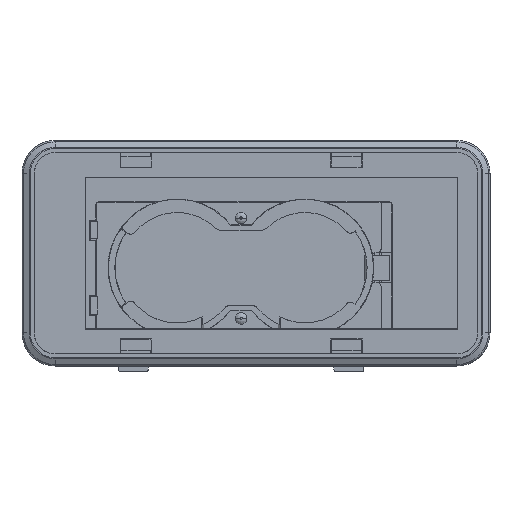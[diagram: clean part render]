
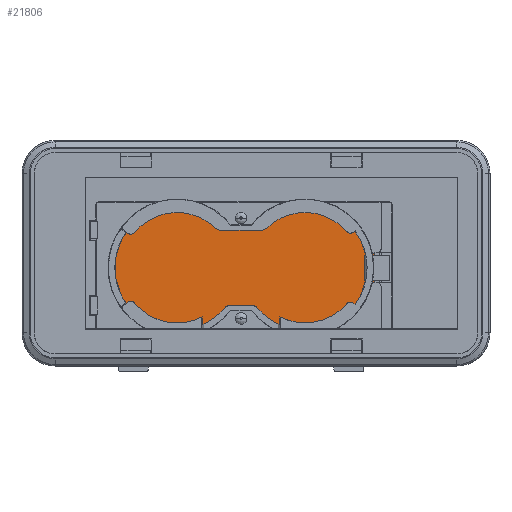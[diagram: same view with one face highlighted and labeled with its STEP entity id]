
A CAD part, front view. The second image highlights one B-rep face of the part: STEP entity #21806.
In plain terms, the highlighted planar face has unit normal (0, -1, 0).
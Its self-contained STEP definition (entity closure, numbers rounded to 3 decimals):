
#20574=DIRECTION('',(-1.,0.,0.));
#20575=VECTOR('',#20574,25.929);
#20576=CARTESIAN_POINT('',(12.965,0.,28.723));
#20577=LINE('',#20576,#20575);
#20604=DIRECTION('',(0.,0.,-1.));
#20605=VECTOR('',#20604,55.414);
#20606=CARTESIAN_POINT('',(12.965,0.,28.723));
#20607=LINE('',#20606,#20605);
#20608=CARTESIAN_POINT('',(11.96,0.,-26.691));
#20609=DIRECTION('',(0.,1.,0.));
#20610=DIRECTION('',(1.,0.,0.));
#20611=AXIS2_PLACEMENT_3D('',#20608,#20609,#20610);
#20613=DIRECTION('',(-1.,0.,0.));
#20614=VECTOR('',#20613,9.447);
#20615=CARTESIAN_POINT('',(11.96,0.,-27.696));
#20616=LINE('',#20615,#20614);
#20617=DIRECTION('',(0.,0.,-1.));
#20618=VECTOR('',#20617,2.01);
#20619=CARTESIAN_POINT('',(-2.513,0.,-25.686));
#20620=LINE('',#20619,#20618);
#20621=DIRECTION('',(-1.,0.,0.));
#20622=VECTOR('',#20621,9.447);
#20623=CARTESIAN_POINT('',(-2.513,0.,-27.696));
#20624=LINE('',#20623,#20622);
#20625=CARTESIAN_POINT('',(-11.96,0.,-26.691));
#20626=DIRECTION('',(0.,1.,0.));
#20627=DIRECTION('',(0.,0.,-1.));
#20628=AXIS2_PLACEMENT_3D('',#20625,#20626,#20627);
#20630=DIRECTION('',(0.,0.,1.));
#20631=VECTOR('',#20630,55.414);
#20632=CARTESIAN_POINT('',(-12.965,0.,-26.691));
#20633=LINE('',#20632,#20631);
#21383=DIRECTION('',(0.,0.,-1.));
#21384=VECTOR('',#21383,2.01);
#21385=CARTESIAN_POINT('',(2.513,0.,-25.686));
#21386=LINE('',#21385,#21384);
#21407=DIRECTION('',(1.,0.,0.));
#21408=VECTOR('',#21407,5.025);
#21409=CARTESIAN_POINT('',(-2.513,0.,-25.686));
#21410=LINE('',#21409,#21408);
#21427=CARTESIAN_POINT('',(-12.965,0.,28.723));
#21428=VERTEX_POINT('',#21427);
#21429=CARTESIAN_POINT('',(-12.965,0.,-26.691));
#21430=VERTEX_POINT('',#21429);
#21458=CARTESIAN_POINT('',(12.965,0.,28.723));
#21459=VERTEX_POINT('',#21458);
#21460=CARTESIAN_POINT('',(12.965,0.,-26.691));
#21461=VERTEX_POINT('',#21460);
#21469=CARTESIAN_POINT('',(11.96,0.,-27.696));
#21470=VERTEX_POINT('',#21469);
#21471=CARTESIAN_POINT('',(2.513,0.,-27.696));
#21472=VERTEX_POINT('',#21471);
#21473=CARTESIAN_POINT('',(2.513,0.,-25.686));
#21474=VERTEX_POINT('',#21473);
#21475=CARTESIAN_POINT('',(-2.513,0.,-25.686));
#21476=VERTEX_POINT('',#21475);
#21477=CARTESIAN_POINT('',(-2.513,0.,-27.696));
#21478=VERTEX_POINT('',#21477);
#21479=CARTESIAN_POINT('',(-11.96,0.,-27.696));
#21480=VERTEX_POINT('',#21479);
#21782=CARTESIAN_POINT('',(-12.965,0.,-27.696));
#21783=DIRECTION('',(0.,-1.,0.));
#21784=DIRECTION('',(0.,0.,1.));
#21785=AXIS2_PLACEMENT_3D('',#21782,#21783,#21784);
#21786=PLANE('',#21785);
#21787=ORIENTED_EDGE('',*,*,#21754,.F.);
#21788=ORIENTED_EDGE('',*,*,#21765,.T.);
#21790=ORIENTED_EDGE('',*,*,#21789,.T.);
#21792=ORIENTED_EDGE('',*,*,#21791,.T.);
#21794=ORIENTED_EDGE('',*,*,#21793,.F.);
#21796=ORIENTED_EDGE('',*,*,#21795,.F.);
#21798=ORIENTED_EDGE('',*,*,#21797,.T.);
#21800=ORIENTED_EDGE('',*,*,#21799,.T.);
#21802=ORIENTED_EDGE('',*,*,#21801,.T.);
#21803=ORIENTED_EDGE('',*,*,#21700,.T.);
#21804=EDGE_LOOP('',(#21787,#21788,#21790,#21792,#21794,#21796,#21798,#21800,
#21802,#21803));
#21805=FACE_OUTER_BOUND('',#21804,.F.);
#21806=ADVANCED_FACE('',(#21805),#21786,.T.);
#20612=CIRCLE('',#20611,1.005);
#20629=CIRCLE('',#20628,1.005);
#21700=EDGE_CURVE('',#21430,#21428,#20633,.T.);
#21754=EDGE_CURVE('',#21459,#21428,#20577,.T.);
#21765=EDGE_CURVE('',#21459,#21461,#20607,.T.);
#21789=EDGE_CURVE('',#21461,#21470,#20612,.T.);
#21791=EDGE_CURVE('',#21470,#21472,#20616,.T.);
#21793=EDGE_CURVE('',#21474,#21472,#21386,.T.);
#21795=EDGE_CURVE('',#21476,#21474,#21410,.T.);
#21797=EDGE_CURVE('',#21476,#21478,#20620,.T.);
#21799=EDGE_CURVE('',#21478,#21480,#20624,.T.);
#21801=EDGE_CURVE('',#21480,#21430,#20629,.T.);
